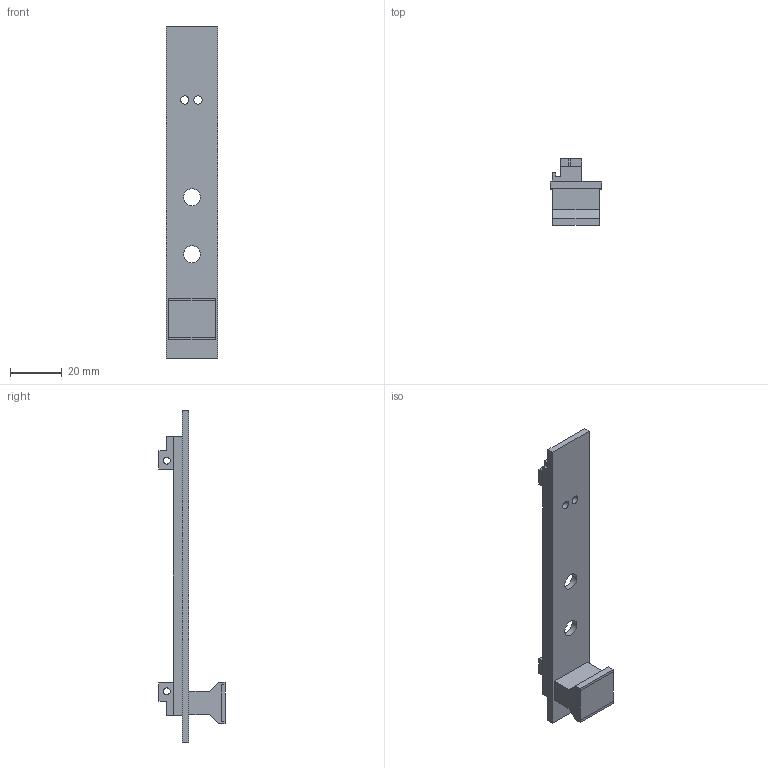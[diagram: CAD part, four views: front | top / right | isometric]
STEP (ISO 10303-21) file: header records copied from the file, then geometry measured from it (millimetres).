
FILE_DESCRIPTION(('FreeCAD Model'),'2;1');
FILE_NAME('Open CASCADE Shape Model','2021-04-11T04:59:53',('Author'),( ''),'Open CASCADE STEP processor 7.5','FreeCAD','Unknown');
FILE_SCHEMA(('AUTOMOTIVE_DESIGN { 1 0 10303 214 1 1 1 1 }'));
Length unit declared in the file: millimetre
Products named in the file (5): Fischer_4TE; Handle; NamePlate; PCBMountingSpacer; ProcessorFrontPanel
Assembly tree (4 placements, depth 2):
  Fischer_4TE
    Handle
    NamePlate
    PCBMountingSpacer
    ProcessorFrontPanel
Bounding box: 20 x 25.5 x 128 mm (x, y, z)
Volume: 11368.3 mm3; surface area: 10457.1 mm2
Topology: 4 solids, 4 shells, 62 faces, 160 edges, 106 vertices
Faces by surface type: plane 52, cylinder 10
Full cylindrical faces by diameter (mm): 2.7 x4, 3.2 x4, 6.5 x2
Entity records: 2024 total; most frequent: CARTESIAN_POINT 333, ORIENTED_EDGE 320, DIRECTION 318, EDGE_CURVE 160, LINE 136, VECTOR 136, VERTEX_POINT 106, AXIS2_PLACEMENT_3D 91
